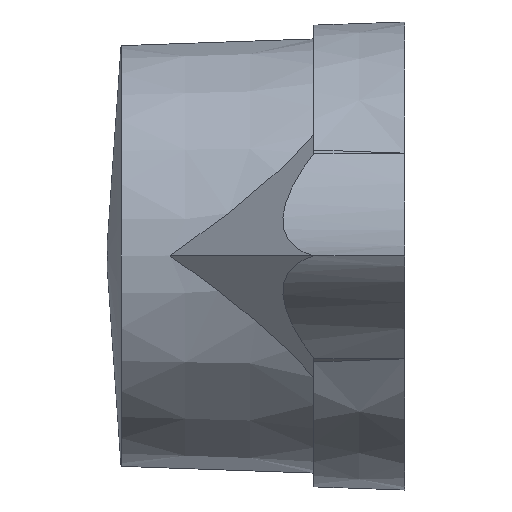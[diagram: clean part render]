
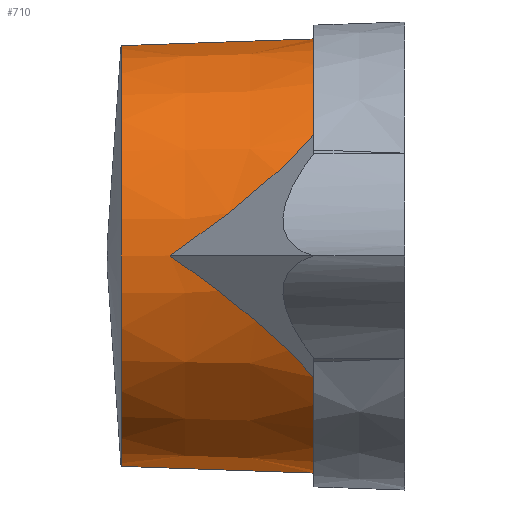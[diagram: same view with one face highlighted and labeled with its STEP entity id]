
A CAD part, left-side view. The second image highlights one B-rep face of the part: STEP entity #710.
In plain terms, the highlighted conical face has half-angle 2 degrees and reference radius 8 mm.
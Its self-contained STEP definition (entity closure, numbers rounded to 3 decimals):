
#24 = CARTESIAN_POINT ( 'NONE',  ( -7.779, 6.22, -1.581 ) ) ;
#56 = ORIENTED_EDGE ( 'NONE', *, *, #824, .T. ) ;
#70 = DIRECTION ( 'NONE',  ( 0., 0., 1. ) ) ;
#86 = CARTESIAN_POINT ( 'NONE',  ( -6.533, 3.3, 4.415 ) ) ;
#95 = DIRECTION ( 'NONE',  ( 0., -0.999, -0.035 ) ) ;
#96 = DIRECTION ( 'NONE',  ( 0., 0., 1. ) ) ;
#115 = VERTEX_POINT ( 'NONE', #778 ) ;
#134 = DIRECTION ( 'NONE',  ( 0., 0., 1. ) ) ;
#136 = VERTEX_POINT ( 'NONE', #396 ) ;
#137 = CARTESIAN_POINT ( 'NONE',  ( 0., 10.3, 7.64 ) ) ;
#163 = VERTEX_POINT ( 'NONE', #137 ) ;
#165 = CARTESIAN_POINT ( 'NONE',  ( -7.703, 8.5, -0.019 ) ) ;
#198 = CARTESIAN_POINT ( 'NONE',  ( 0., 3.3, 0. ) ) ;
#221 = ORIENTED_EDGE ( 'NONE', *, *, #306, .F. ) ;
#260 =( BOUNDED_CURVE ( )  B_SPLINE_CURVE ( 3, ( #294, #282, #362, #604 ),
 .UNSPECIFIED., .F., .F. ) 
 B_SPLINE_CURVE_WITH_KNOTS ( ( 4, 4 ),
 ( 5.218, 5.835 ),
 .UNSPECIFIED. ) 
 CURVE ( )  GEOMETRIC_REPRESENTATION_ITEM ( )  RATIONAL_B_SPLINE_CURVE ( ( 1., 0.969, 0.969, 1. ) ) 
 REPRESENTATION_ITEM ( '' )  );
#261 = DIRECTION ( 'NONE',  ( 0., 1., 0. ) ) ;
#263 = ORIENTED_EDGE ( 'NONE', *, *, #321, .T. ) ;
#273 = VECTOR ( 'NONE', #95, 1000. ) ;
#282 = CARTESIAN_POINT ( 'NONE',  ( -7.779, 6.219, 1.585 ) ) ;
#294 = CARTESIAN_POINT ( 'NONE',  ( -7.703, 8.5, 0.021 ) ) ;
#305 = EDGE_LOOP ( 'NONE', ( #221, #386, #56, #574, #743, #263, #513, #552 ) ) ;
#306 = EDGE_CURVE ( 'NONE', #136, #163, #317, .T. ) ;
#317 = CIRCLE ( 'NONE', #474, 7.64 ) ;
#321 = EDGE_CURVE ( 'NONE', #370, #652, #260, .T. ) ;
#329 = VERTEX_POINT ( 'NONE', #737 ) ;
#339 = VECTOR ( 'NONE', #498, 1000. ) ;
#345 = CARTESIAN_POINT ( 'NONE',  ( 0., 8.5, 0. ) ) ;
#350 = DIRECTION ( 'NONE',  ( 0., 0., 1. ) ) ;
#362 = CARTESIAN_POINT ( 'NONE',  ( -7.376, 4.429, 3.097 ) ) ;
#369 = AXIS2_PLACEMENT_3D ( 'NONE', #198, #261, #134 ) ;
#370 = VERTEX_POINT ( 'NONE', #818 ) ;
#373 = CONICAL_SURFACE ( 'NONE', #561, 8., 0.035 ) ;
#386 = ORIENTED_EDGE ( 'NONE', *, *, #765, .T. ) ;
#396 = CARTESIAN_POINT ( 'NONE',  ( 0., 10.3, -7.64 ) ) ;
#414 = CARTESIAN_POINT ( 'NONE',  ( -7.377, 4.431, -3.093 ) ) ;
#418 = CARTESIAN_POINT ( 'NONE',  ( 0., 3.3, 0. ) ) ;
#419 = EDGE_CURVE ( 'NONE', #163, #442, #723, .T. ) ;
#428 = CARTESIAN_POINT ( 'NONE',  ( 0., 0., 8. ) ) ;
#435 = CARTESIAN_POINT ( 'NONE',  ( 0., 3.3, 7.885 ) ) ;
#442 = VERTEX_POINT ( 'NONE', #435 ) ;
#467 = FACE_OUTER_BOUND ( 'NONE', #305, .T. ) ;
#473 = CARTESIAN_POINT ( 'NONE',  ( -6.536, 3.3, -4.41 ) ) ;
#474 = AXIS2_PLACEMENT_3D ( 'NONE', #663, #478, #96 ) ;
#478 = DIRECTION ( 'NONE',  ( 0., 1., 0. ) ) ;
#482 = DIRECTION ( 'NONE',  ( 0., 1., 0. ) ) ;
#484 = DIRECTION ( 'NONE',  ( 0., 0., 1. ) ) ;
#488 = AXIS2_PLACEMENT_3D ( 'NONE', #345, #736, #350 ) ;
#498 = DIRECTION ( 'NONE',  ( 0., -0.999, 0.035 ) ) ;
#507 =( BOUNDED_CURVE ( )  B_SPLINE_CURVE ( 3, ( #473, #414, #24, #603 ),
 .UNSPECIFIED., .F., .F. ) 
 B_SPLINE_CURVE_WITH_KNOTS ( ( 4, 4 ),
 ( 0.449, 1.066 ),
 .UNSPECIFIED. ) 
 CURVE ( )  GEOMETRIC_REPRESENTATION_ITEM ( )  RATIONAL_B_SPLINE_CURVE ( ( 1., 0.969, 0.969, 1. ) ) 
 REPRESENTATION_ITEM ( '' )  );
#513 = ORIENTED_EDGE ( 'NONE', *, *, #540, .T. ) ;
#540 = EDGE_CURVE ( 'NONE', #652, #442, #649, .T. ) ;
#552 = ORIENTED_EDGE ( 'NONE', *, *, #419, .F. ) ;
#561 = AXIS2_PLACEMENT_3D ( 'NONE', #588, #594, #70 ) ;
#574 = ORIENTED_EDGE ( 'NONE', *, *, #803, .T. ) ;
#575 = LINE ( 'NONE', #611, #273 ) ;
#588 = CARTESIAN_POINT ( 'NONE',  ( 0., 0., 0. ) ) ;
#594 = DIRECTION ( 'NONE',  ( 0., -1., 0. ) ) ;
#603 = CARTESIAN_POINT ( 'NONE',  ( -7.703, 8.5, -0.019 ) ) ;
#604 = CARTESIAN_POINT ( 'NONE',  ( -6.533, 3.3, 4.415 ) ) ;
#611 = CARTESIAN_POINT ( 'NONE',  ( 0., 0., -8. ) ) ;
#649 = CIRCLE ( 'NONE', #369, 7.885 ) ;
#652 = VERTEX_POINT ( 'NONE', #86 ) ;
#663 = CARTESIAN_POINT ( 'NONE',  ( 0., 10.3, 0. ) ) ;
#710 = ADVANCED_FACE ( 'NONE', ( #467 ), #373, .T. ) ;
#723 = LINE ( 'NONE', #428, #339 ) ;
#736 = DIRECTION ( 'NONE',  ( 0., 1., 0. ) ) ;
#737 = CARTESIAN_POINT ( 'NONE',  ( 0., 3.3, -7.885 ) ) ;
#743 = ORIENTED_EDGE ( 'NONE', *, *, #801, .T. ) ;
#765 = EDGE_CURVE ( 'NONE', #136, #329, #575, .T. ) ;
#771 = CIRCLE ( 'NONE', #488, 7.703 ) ;
#778 = CARTESIAN_POINT ( 'NONE',  ( -6.536, 3.3, -4.41 ) ) ;
#779 = AXIS2_PLACEMENT_3D ( 'NONE', #418, #482, #484 ) ;
#793 = CIRCLE ( 'NONE', #779, 7.885 ) ;
#801 = EDGE_CURVE ( 'NONE', #830, #370, #771, .T. ) ;
#803 = EDGE_CURVE ( 'NONE', #115, #830, #507, .T. ) ;
#818 = CARTESIAN_POINT ( 'NONE',  ( -7.703, 8.5, 0.021 ) ) ;
#824 = EDGE_CURVE ( 'NONE', #329, #115, #793, .T. ) ;
#830 = VERTEX_POINT ( 'NONE', #165 ) ;
